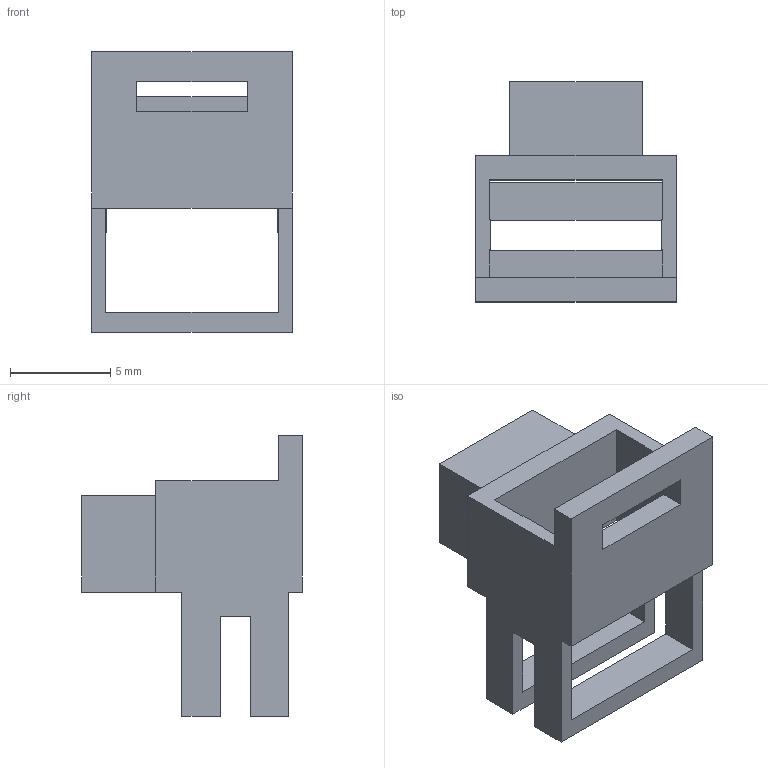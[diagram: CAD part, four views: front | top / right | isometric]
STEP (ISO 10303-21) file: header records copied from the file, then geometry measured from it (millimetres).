
FILE_DESCRIPTION(('FreeCAD Model'),'2;1');
FILE_NAME('Open CASCADE Shape Model','2026-01-11T21:24:49',(''),(''), 'Open CASCADE STEP processor 7.8','FreeCAD','Unknown');
FILE_SCHEMA(('AP242_MANAGED_MODEL_BASED_3D_ENGINEERING_MIM_LF. {1 0 10303 442 1 1 4 }'));
Length unit declared in the file: millimetre
Products named in the file (1): Body
Bounding box: 10 x 11 x 14 mm (x, y, z)
Volume: 374.8 mm3; surface area: 765.3 mm2
Topology: 1 solids, 1 shells, 38 faces, 122 edges, 80 vertices
Faces by surface type: plane 38
Entity records: 2939 total; most frequent: CARTESIAN_POINT 485, DIRECTION 444, LINE 366, VECTOR 366, ORIENTED_EDGE 244, PCURVE 244, DEFINITIONAL_REPRESENTATION 244, EDGE_CURVE 122
